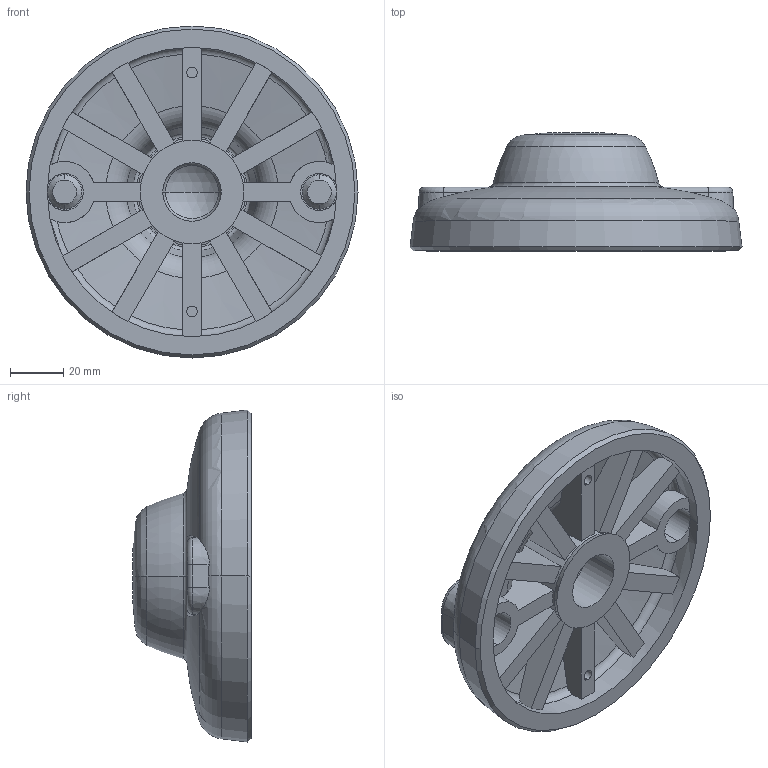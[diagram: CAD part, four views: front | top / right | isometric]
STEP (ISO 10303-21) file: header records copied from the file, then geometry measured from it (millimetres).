
FILE_DESCRIPTION (( 'STEP AP214' ), '1' );
FILE_NAME ('098ck125kbz.STEP', '2014-08-12T07:49:21', ( '' ), ( '' ), 'SwSTEP 2.0', 'SolidWorks 2014', '' );
FILE_SCHEMA (( 'AUTOMOTIVE_DESIGN' ));
Length unit declared in the file: millimetre
Products named in the file (1): 098ck125kbz
Bounding box: 125.11 x 44.47 x 125.11 mm (x, y, z)
Volume: 209871.6 mm3; surface area: 52155.1 mm2
Topology: 1 solids, 1 shells, 204 faces, 554 edges, 358 vertices
Faces by surface type: plane 66, torus 64, cone 42, cylinder 28, sphere 4
Entity records: 7754 total; most frequent: CARTESIAN_POINT 2699, ORIENTED_EDGE 1108, DIRECTION 1026, EDGE_CURVE 554, AXIS2_PLACEMENT_3D 437, VERTEX_POINT 358, CIRCLE 232, EDGE_LOOP 210
